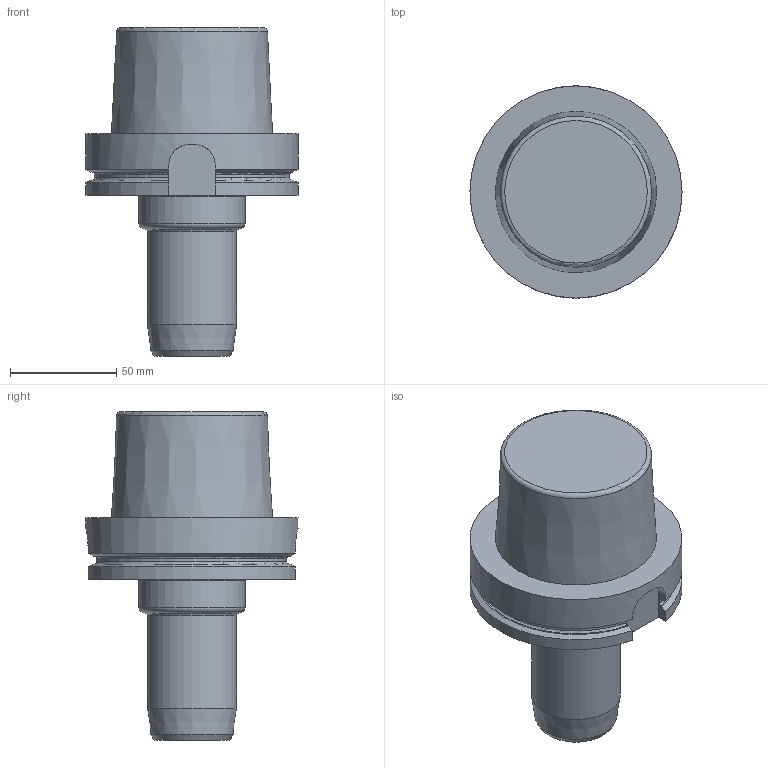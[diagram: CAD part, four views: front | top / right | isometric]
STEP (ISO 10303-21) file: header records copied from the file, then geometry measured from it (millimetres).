
FILE_DESCRIPTION(/* description */ (''),/* implementation_level */ '2;1');
FILE_NAME(/* name */ 'HSKA100-HC20-105_Basic.stp',/* time_stamp */ '2022-06-23T15:34:53+05:00',/* author */ (''),/* organization */ (''),/* preprocessor_version */ 'ST-DEVELOPER v16.7',/* originating_system */ 'SIEMENS PLM Software NX 12.0',/* authorisation */ '');
FILE_SCHEMA (('AUTOMOTIVE_DESIGN { 1 0 10303 214 3 1 1 1 }'));
Length unit declared in the file: millimetre
Products named in the file (1): inpu251CFBF7wso7
Bounding box: 100 x 100 x 155 mm (x, y, z)
Volume: 525764.6 mm3; surface area: 50077.4 mm2
Topology: 1 solids, 1 shells, 54 faces, 144 edges, 98 vertices
Faces by surface type: plane 20, cylinder 14, cone 10, torus 10
Full cylindrical faces by diameter (mm): 20 x1, 42 x1, 50 x1, 100 x1
Entity records: 1874 total; most frequent: CARTESIAN_POINT 552, DIRECTION 261, ORIENTED_EDGE 252, EDGE_CURVE 126, AXIS2_PLACEMENT_3D 105, VERTEX_POINT 89, EDGE_LOOP 69, ADVANCED_FACE 54
